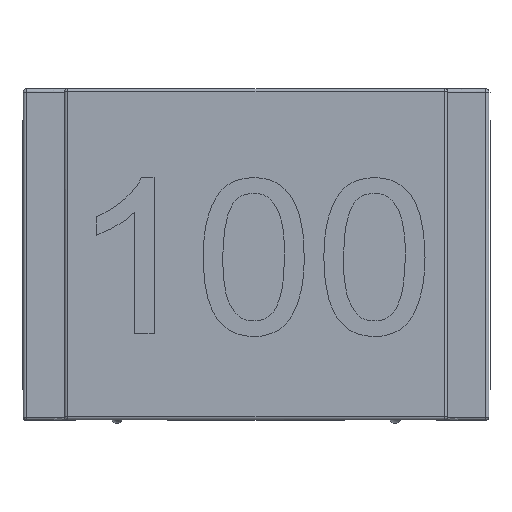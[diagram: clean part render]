
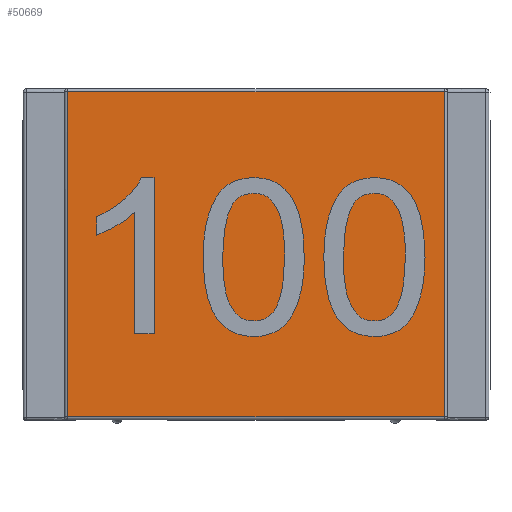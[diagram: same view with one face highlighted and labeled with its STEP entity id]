
A CAD part, top view. The second image highlights one B-rep face of the part: STEP entity #50669.
In plain terms, the highlighted free-form (B-spline) face has degree [1, 1] with [2, 2] control points.
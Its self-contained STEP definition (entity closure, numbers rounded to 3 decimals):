
#50634=CARTESIAN_POINT('',(2.035,1.785,0.6));
#50635=CARTESIAN_POINT('',(2.035,-2.285,0.6));
#50636=CARTESIAN_POINT('',(-2.035,1.785,0.6));
#50637=CARTESIAN_POINT('',(-2.035,-2.285,0.6));
#50638=B_SPLINE_SURFACE_WITH_KNOTS('',1,1,((#50634,#50635),(#50636,#50637)),.PLANE_SURF.,.F.,.F.,.U.,(2,2),(2,2),(0.,1.),(0.,1.),.UNSPECIFIED.);
#50639=CARTESIAN_POINT('',(1.82,1.57,0.6));
#50640=VERTEX_POINT('',#50639);
#50641=CARTESIAN_POINT('',(-1.82,1.57,0.6));
#50642=VERTEX_POINT('',#50641);
#50643=CARTESIAN_POINT('',(1.82,1.57,0.6));
#50644=CARTESIAN_POINT('',(-1.82,1.57,0.6));
#50645=B_SPLINE_CURVE_WITH_KNOTS('',1,(#50643,#50644),.POLYLINE_FORM.,.F.,.U.,(2,2),(0.008,0.992),.UNSPECIFIED.);
#50646=EDGE_CURVE('',#50640,#50642,#50645,.T.);
#50647=ORIENTED_EDGE('',*,*,#50646,.T.);
#50648=CARTESIAN_POINT('',(-1.82,-1.57,0.6));
#50649=VERTEX_POINT('',#50648);
#50650=CARTESIAN_POINT('',(-1.82,1.57,0.6));
#50651=CARTESIAN_POINT('',(-1.82,-1.57,0.6));
#50652=B_SPLINE_CURVE_WITH_KNOTS('',1,(#50650,#50651),.POLYLINE_FORM.,.F.,.U.,(2,2),(0.009,0.991),.UNSPECIFIED.);
#50653=EDGE_CURVE('',#50642,#50649,#50652,.T.);
#50654=ORIENTED_EDGE('',*,*,#50653,.T.);
#50655=CARTESIAN_POINT('',(1.82,-1.57,0.6));
#50656=VERTEX_POINT('',#50655);
#50657=CARTESIAN_POINT('',(-1.82,-1.57,0.6));
#50658=CARTESIAN_POINT('',(1.82,-1.57,0.6));
#50659=B_SPLINE_CURVE_WITH_KNOTS('',1,(#50657,#50658),.POLYLINE_FORM.,.F.,.U.,(2,2),(0.008,0.992),.UNSPECIFIED.);
#50660=EDGE_CURVE('',#50649,#50656,#50659,.T.);
#50661=ORIENTED_EDGE('',*,*,#50660,.T.);
#50662=CARTESIAN_POINT('',(1.82,-1.57,0.6));
#50663=CARTESIAN_POINT('',(1.82,1.57,0.6));
#50664=B_SPLINE_CURVE_WITH_KNOTS('',1,(#50662,#50663),.POLYLINE_FORM.,.F.,.U.,(2,2),(0.009,0.991),.UNSPECIFIED.);
#50665=EDGE_CURVE('',#50656,#50640,#50664,.T.);
#50666=ORIENTED_EDGE('',*,*,#50665,.T.);
#50667=EDGE_LOOP('',(#50647,#50654,#50661,#50666));
#50668=FACE_OUTER_BOUND('',#50667,.T.);
#50669=ADVANCED_FACE('',(#50668),#50638,.T.);
